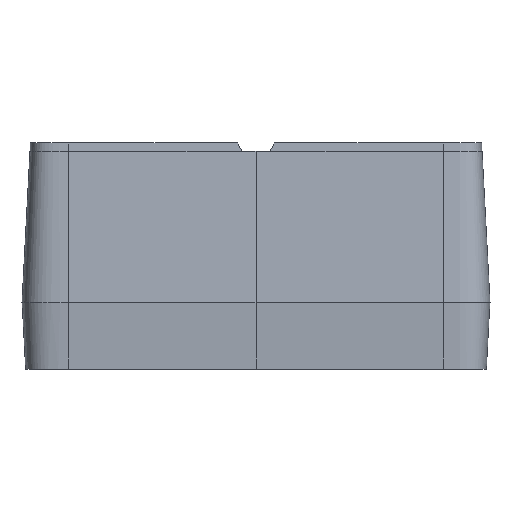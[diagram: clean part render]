
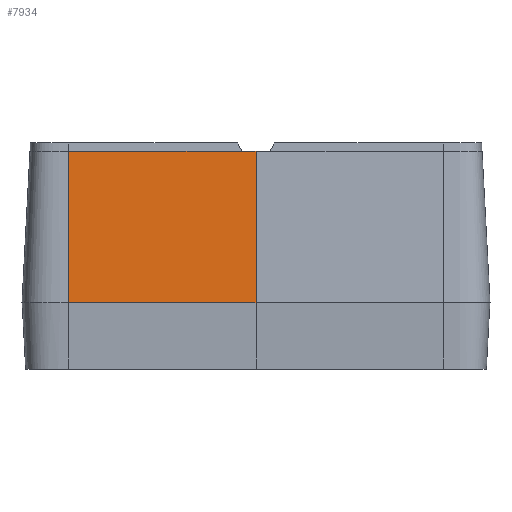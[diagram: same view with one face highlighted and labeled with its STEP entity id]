
A CAD part, left-side view. The second image highlights one B-rep face of the part: STEP entity #7934.
In plain terms, the highlighted free-form (B-spline) face has degree [5, 1] with [6, 2] control points.
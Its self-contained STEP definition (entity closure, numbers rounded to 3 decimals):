
#350=CARTESIAN_POINT('Vertex',(-45.,34.,27.)) ;
#7649=CARTESIAN_POINT('Vertex',(-46.441,0.,-0.5)) ;
#7652=CARTESIAN_POINT('Line Origine',(-46.441,17.,-0.5)) ;
#7656=CARTESIAN_POINT('Vertex',(-46.441,34.,-0.5)) ;
#7880=CARTESIAN_POINT('Control Point',(-45.,34.,27.)) ;
#7881=CARTESIAN_POINT('Control Point',(-46.441,34.,-0.5)) ;
#7891=CARTESIAN_POINT('Control Point',(-45.,0.,27.)) ;
#7892=CARTESIAN_POINT('Control Point',(-46.441,0.,-0.5)) ;
#7893=CARTESIAN_POINT('Control Point',(-45.,6.8,27.)) ;
#7894=CARTESIAN_POINT('Control Point',(-46.441,6.8,-0.5)) ;
#7895=CARTESIAN_POINT('Control Point',(-45.,13.6,27.)) ;
#7896=CARTESIAN_POINT('Control Point',(-46.441,13.6,-0.5)) ;
#7897=CARTESIAN_POINT('Control Point',(-45.,20.4,27.)) ;
#7898=CARTESIAN_POINT('Control Point',(-46.441,20.4,-0.5)) ;
#7899=CARTESIAN_POINT('Control Point',(-45.,27.2,27.)) ;
#7900=CARTESIAN_POINT('Control Point',(-46.441,27.2,-0.5)) ;
#7901=CARTESIAN_POINT('Control Point',(-45.,34.,27.)) ;
#7902=CARTESIAN_POINT('Control Point',(-46.441,34.,-0.5)) ;
#7904=CARTESIAN_POINT('Control Point',(-45.,0.,27.)) ;
#7905=CARTESIAN_POINT('Control Point',(-46.441,0.,-0.5)) ;
#7906=CARTESIAN_POINT('Vertex',(-45.,0.,27.)) ;
#7910=CARTESIAN_POINT('Control Point',(-45.,0.,27.)) ;
#7911=CARTESIAN_POINT('Control Point',(-45.,0.5,27.)) ;
#7912=CARTESIAN_POINT('Control Point',(-45.,1.,27.)) ;
#7913=CARTESIAN_POINT('Control Point',(-45.,1.5,27.)) ;
#7914=CARTESIAN_POINT('Control Point',(-45.,2.,27.)) ;
#7915=CARTESIAN_POINT('Control Point',(-45.,2.5,27.)) ;
#7916=CARTESIAN_POINT('Vertex',(-45.,2.5,27.)) ;
#7920=CARTESIAN_POINT('Control Point',(-45.,2.5,27.)) ;
#7921=CARTESIAN_POINT('Control Point',(-45.,8.8,27.)) ;
#7922=CARTESIAN_POINT('Control Point',(-45.,15.1,27.)) ;
#7923=CARTESIAN_POINT('Control Point',(-45.,21.4,27.)) ;
#7924=CARTESIAN_POINT('Control Point',(-45.,27.7,27.)) ;
#7925=CARTESIAN_POINT('Control Point',(-45.,34.,27.)) ;
#7653=DIRECTION('Vector Direction',(0.,-1.,0.)) ;
#7654=VECTOR('Line Direction',#7653,1.) ;
#7928=ORIENTED_EDGE('',*,*,#7908,.T.) ;
#7929=ORIENTED_EDGE('',*,*,#7918,.F.) ;
#7930=ORIENTED_EDGE('',*,*,#7926,.F.) ;
#7931=ORIENTED_EDGE('',*,*,#7882,.F.) ;
#7932=ORIENTED_EDGE('',*,*,#7658,.F.) ;
#7934=ADVANCED_FACE('0020224.1\\Cadre1poste',(#7933),#7890,.T.) ;
#7879=B_SPLINE_CURVE_WITH_KNOTS('',1,(#7880,#7881),.UNSPECIFIED.,.F.,.U.,(2,2),(0.,27.538),.UNSPECIFIED.) ;
#7903=B_SPLINE_CURVE_WITH_KNOTS('',1,(#7904,#7905),.UNSPECIFIED.,.F.,.U.,(2,2),(0.,27.538),.UNSPECIFIED.) ;
#7909=B_SPLINE_CURVE_WITH_KNOTS('',5,(#7910,#7911,#7912,#7913,#7914,#7915),.UNSPECIFIED.,.F.,.U.,(6,6),(0.,3.536),.UNSPECIFIED.) ;
#7919=B_SPLINE_CURVE_WITH_KNOTS('',5,(#7920,#7921,#7922,#7923,#7924,#7925),.UNSPECIFIED.,.F.,.U.,(6,6),(3.536,48.083),.UNSPECIFIED.) ;
#7890=B_SPLINE_SURFACE_WITH_KNOTS('',5,1,((#7891,#7892),(#7893,#7894),(#7895,#7896),(#7897,#7898),(#7899,#7900),(#7901,#7902)),.UNSPECIFIED.,.F.,.F.,.U.,(6,6),(2,2),(0.,48.083),(0.,27.538),.UNSPECIFIED.) ;
#7658=EDGE_CURVE('',#7650,#7657,#7655,.F.) ;
#7882=EDGE_CURVE('',#7657,#351,#7879,.F.) ;
#7908=EDGE_CURVE('',#7650,#7907,#7903,.F.) ;
#7918=EDGE_CURVE('',#7917,#7907,#7909,.F.) ;
#7926=EDGE_CURVE('',#351,#7917,#7919,.F.) ;
#7927=EDGE_LOOP('',(#7928,#7929,#7930,#7931,#7932)) ;
#7933=FACE_OUTER_BOUND('',#7927,.T.) ;
#7655=LINE('Line',#7652,#7654) ;
#351=VERTEX_POINT('',#350) ;
#7650=VERTEX_POINT('',#7649) ;
#7657=VERTEX_POINT('',#7656) ;
#7907=VERTEX_POINT('',#7906) ;
#7917=VERTEX_POINT('',#7916) ;
